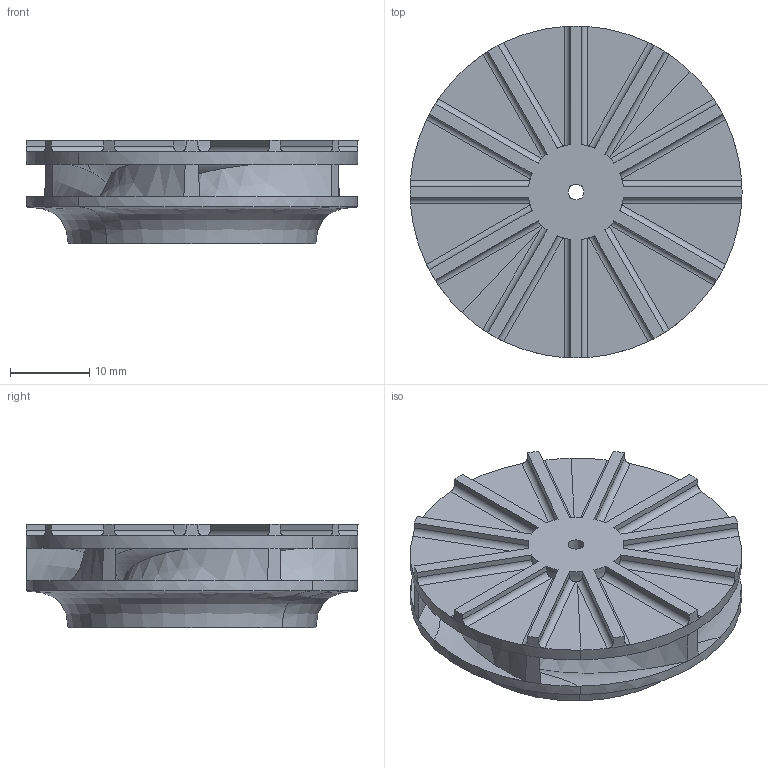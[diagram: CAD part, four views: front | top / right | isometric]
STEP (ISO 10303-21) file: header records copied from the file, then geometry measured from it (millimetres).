
FILE_DESCRIPTION(/* description */ (''),/* implementation_level */ '2;1');
FILE_NAME(/* name */ 'lox_postPDR_impeller_material_stp(1).stp',/* time_stamp */ '2025-03-29T13:14:21-04:00',/* author */ (''),/* organization */ (''),/* preprocessor_version */ 'ST-DEVELOPER v18.102',/* originating_system */ 'SIEMENS PLM Software NX 2027',/* authorisation */ '');
FILE_SCHEMA (('AUTOMOTIVE_DESIGN { 1 0 10303 214 3 1 1 1 }'));
Length unit declared in the file: millimetre
Products named in the file (1): lox_postPDR_impeller_material_stp(1)_objects
Bounding box: 41.79 x 41.79 x 13.07 mm (x, y, z)
Volume: 7779.3 mm3; surface area: 7499.9 mm2
Topology: 1 solids, 1 shells, 136 faces, 385 edges, 238 vertices
Faces by surface type: cylinder 55, plane 41, bspline 18, revolution 14, cone 4, sphere 4
Full cylindrical faces by diameter (mm): 2 x1
Entity records: 21520 total; most frequent: CARTESIAN_POINT 18189, ORIENTED_EDGE 770, DIRECTION 590, EDGE_CURVE 385, VERTEX_POINT 239, AXIS2_PLACEMENT_3D 226, B_SPLINE_CURVE_WITH_KNOTS 154, EDGE_LOOP 138
